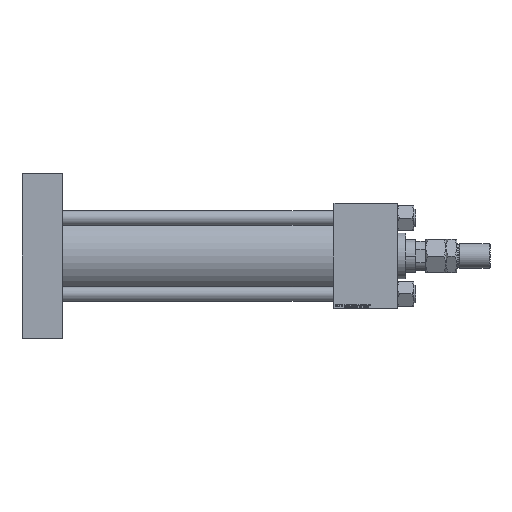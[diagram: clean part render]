
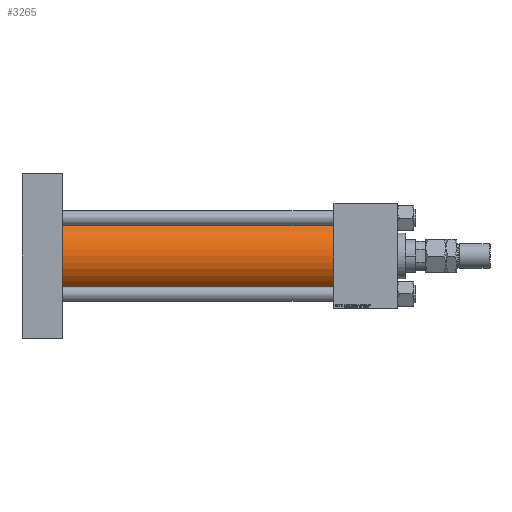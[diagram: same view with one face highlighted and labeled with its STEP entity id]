
A CAD part, front view. The second image highlights one B-rep face of the part: STEP entity #3265.
In plain terms, the highlighted cylindrical face has radius 43 mm (diameter 86 mm), a partial arc.
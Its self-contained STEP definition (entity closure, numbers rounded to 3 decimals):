
#3044 = CARTESIAN_POINT ( 'NONE',  ( 44., 0., 0. ) ) ;
#3265 = ADVANCED_FACE ( 'NONE', ( #44840 ), #32731, .T. ) ;
#8556 = VERTEX_POINT ( 'NONE', #52175 ) ;
#11061 = DIRECTION ( 'NONE',  ( -1., 0., 0. ) ) ;
#12359 = VECTOR ( 'NONE', #34124, 1000. ) ;
#13771 = AXIS2_PLACEMENT_3D ( 'NONE', #15059, #27134, #15608 ) ;
#14237 = VERTEX_POINT ( 'NONE', #33407 ) ;
#15059 = CARTESIAN_POINT ( 'NONE',  ( 340., 0., 0. ) ) ;
#15560 = CARTESIAN_POINT ( 'NONE',  ( 340., 0., 43. ) ) ;
#15608 = DIRECTION ( 'NONE',  ( 0., 0., -1. ) ) ;
#15707 = CIRCLE ( 'NONE', #54267, 43. ) ;
#16274 = DIRECTION ( 'NONE',  ( 0., 0., 1. ) ) ;
#17292 = CARTESIAN_POINT ( 'NONE',  ( 340., 0., -43. ) ) ;
#18489 = VECTOR ( 'NONE', #29907, 1000. ) ;
#20855 = LINE ( 'NONE', #17292, #18489 ) ;
#20936 = LINE ( 'NONE', #42361, #12359 ) ;
#22677 = AXIS2_PLACEMENT_3D ( 'NONE', #28347, #11061, #16274 ) ;
#23900 = DIRECTION ( 'NONE',  ( 1., 0., 0. ) ) ;
#24749 = ORIENTED_EDGE ( 'NONE', *, *, #36874, .F. ) ;
#24761 = EDGE_CURVE ( 'NONE', #43687, #31151, #40992, .T. ) ;
#25899 = EDGE_LOOP ( 'NONE', ( #24749, #27304, #40427, #51147 ) ) ;
#27134 = DIRECTION ( 'NONE',  ( 1., 0., 0. ) ) ;
#27304 = ORIENTED_EDGE ( 'NONE', *, *, #24761, .F. ) ;
#28347 = CARTESIAN_POINT ( 'NONE',  ( 340., 0., 0. ) ) ;
#28855 = EDGE_CURVE ( 'NONE', #8556, #14237, #15707, .T. ) ;
#29907 = DIRECTION ( 'NONE',  ( -1., 0., 0. ) ) ;
#31151 = VERTEX_POINT ( 'NONE', #40679 ) ;
#31300 = DIRECTION ( 'NONE',  ( 0., 0., 1. ) ) ;
#32731 = CYLINDRICAL_SURFACE ( 'NONE', #22677, 43. ) ;
#33407 = CARTESIAN_POINT ( 'NONE',  ( 44., 0., -43. ) ) ;
#34124 = DIRECTION ( 'NONE',  ( -1., 0., 0. ) ) ;
#36874 = EDGE_CURVE ( 'NONE', #31151, #14237, #20855, .T. ) ;
#37776 = EDGE_CURVE ( 'NONE', #43687, #8556, #20936, .T. ) ;
#40427 = ORIENTED_EDGE ( 'NONE', *, *, #37776, .T. ) ;
#40679 = CARTESIAN_POINT ( 'NONE',  ( 340., 0., -43. ) ) ;
#40992 = CIRCLE ( 'NONE', #13771, 43. ) ;
#42361 = CARTESIAN_POINT ( 'NONE',  ( 340., 0., 43. ) ) ;
#43687 = VERTEX_POINT ( 'NONE', #15560 ) ;
#44840 = FACE_OUTER_BOUND ( 'NONE', #25899, .T. ) ;
#51147 = ORIENTED_EDGE ( 'NONE', *, *, #28855, .T. ) ;
#52175 = CARTESIAN_POINT ( 'NONE',  ( 44., 0., 43. ) ) ;
#54267 = AXIS2_PLACEMENT_3D ( 'NONE', #3044, #23900, #31300 ) ;
